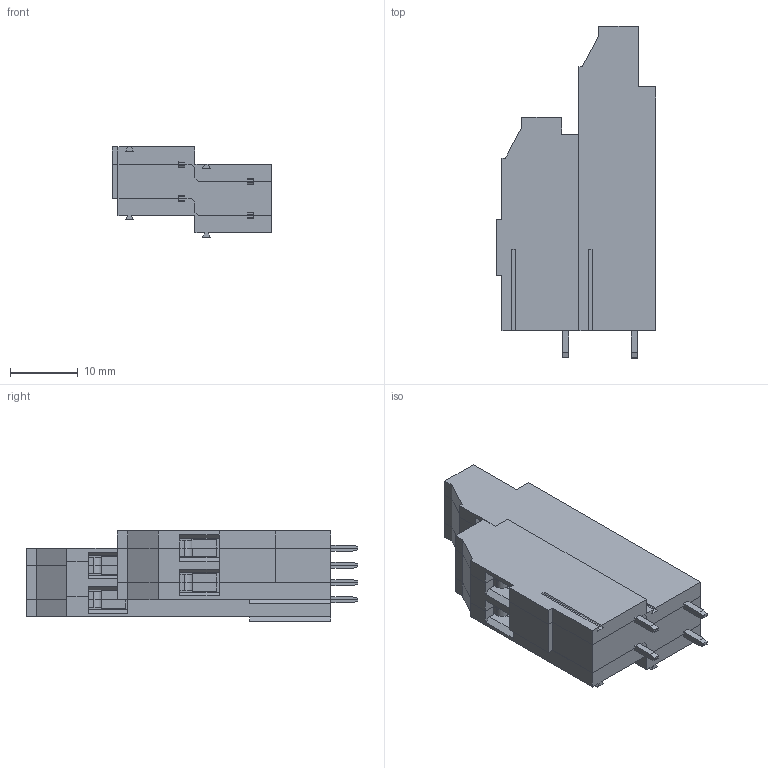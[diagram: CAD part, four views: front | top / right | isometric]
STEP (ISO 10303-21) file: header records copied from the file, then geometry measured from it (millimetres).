
FILE_DESCRIPTION( ( 'Unknown' ), '1' );
FILE_NAME( '691234510004.stp', 'Unknown', ( 'Unknown' ), ( 'Unknown' ), 'PSStep 18.0.17', 'Unknown', ' ' );
FILE_SCHEMA( ( 'AUTOMOTIVE_DESIGN { 1 0 10303 214 1 1 1 1 }' ) );
Length unit declared in the file: millimetre
Products named in the file (4): Assem1; MRT18P5.08V03_SX; MRT18P5.08V03_CNT; MRT18P5.08V03_DX
Assembly tree (3 placements, depth 2):
  Assem1
    MRT18P5.08V03_SX
    MRT18P5.08V03_CNT
    MRT18P5.08V03_DX
Bounding box: 23.55 x 49 x 13.3 mm (x, y, z)
Volume: 7760.5 mm3; surface area: 7238.4 mm2
Topology: 3 solids, 3 shells, 284 faces, 827 edges, 549 vertices
Faces by surface type: plane 268, cylinder 16
Entity records: 11565 total; most frequent: CARTESIAN_POINT 1664, ORIENTED_EDGE 1654, DIRECTION 1451, EDGE_CURVE 827, LINE 779, VECTOR 779, VERTEX_POINT 549, AXIS2_PLACEMENT_3D 336
